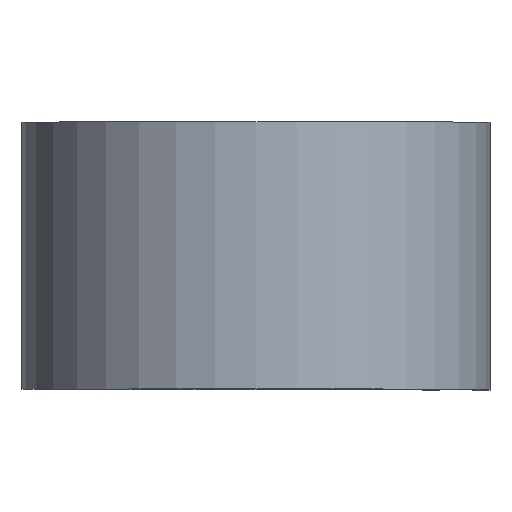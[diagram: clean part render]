
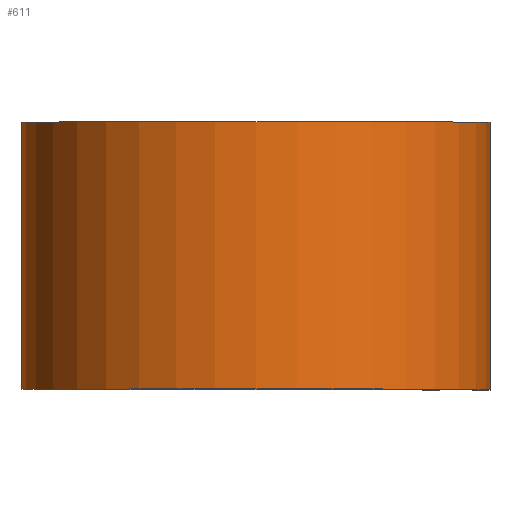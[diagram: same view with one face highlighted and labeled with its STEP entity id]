
A CAD part, top view. The second image highlights one B-rep face of the part: STEP entity #611.
In plain terms, the highlighted cylindrical face has radius 11.125 mm (diameter 22.25 mm), a partial arc.
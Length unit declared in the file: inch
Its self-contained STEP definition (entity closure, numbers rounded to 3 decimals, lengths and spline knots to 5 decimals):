
#9 = DIRECTION ( 'NONE',  ( 0., -1., 0. ) ) ;
#32 = CYLINDRICAL_SURFACE ( 'NONE', #242, 0.438 ) ;
#41 = DIRECTION ( 'NONE',  ( 0., 1., 0. ) ) ;
#84 = CARTESIAN_POINT ( 'NONE',  ( 0., -0.25, 0. ) ) ;
#96 = EDGE_CURVE ( 'NONE', #241, #547, #345, .T. ) ;
#132 = AXIS2_PLACEMENT_3D ( 'NONE', #351, #221, #320 ) ;
#140 = CIRCLE ( 'NONE', #289, 0.438 ) ;
#142 = EDGE_LOOP ( 'NONE', ( #417, #589, #559, #301 ) ) ;
#148 = LINE ( 'NONE', #153, #552 ) ;
#153 = CARTESIAN_POINT ( 'NONE',  ( 0.438, 0.25, 0. ) ) ;
#164 = LINE ( 'NONE', #599, #406 ) ;
#166 = VERTEX_POINT ( 'NONE', #421 ) ;
#175 = CARTESIAN_POINT ( 'NONE',  ( 0.438, 0.25, 0. ) ) ;
#214 = CARTESIAN_POINT ( 'NONE',  ( 0., -0.25, -0.438 ) ) ;
#221 = DIRECTION ( 'NONE',  ( 0., 1., 0. ) ) ;
#241 = VERTEX_POINT ( 'NONE', #294 ) ;
#242 = AXIS2_PLACEMENT_3D ( 'NONE', #388, #333, #337 ) ;
#254 = EDGE_CURVE ( 'NONE', #434, #166, #140, .T. ) ;
#270 = EDGE_CURVE ( 'NONE', #547, #166, #148, .T. ) ;
#289 = AXIS2_PLACEMENT_3D ( 'NONE', #84, #41, #631 ) ;
#294 = CARTESIAN_POINT ( 'NONE',  ( 0., 0.25, -0.438 ) ) ;
#301 = ORIENTED_EDGE ( 'NONE', *, *, #452, .T. ) ;
#320 = DIRECTION ( 'NONE',  ( 1., 0., 0. ) ) ;
#333 = DIRECTION ( 'NONE',  ( 0., -1., 0. ) ) ;
#337 = DIRECTION ( 'NONE',  ( 0., 0., -1. ) ) ;
#345 = CIRCLE ( 'NONE', #132, 0.438 ) ;
#351 = CARTESIAN_POINT ( 'NONE',  ( 0., 0.25, 0. ) ) ;
#365 = DIRECTION ( 'NONE',  ( 0., -1., 0. ) ) ;
#388 = CARTESIAN_POINT ( 'NONE',  ( 0., 0.25, 0. ) ) ;
#406 = VECTOR ( 'NONE', #365, 39.37008 ) ;
#417 = ORIENTED_EDGE ( 'NONE', *, *, #254, .T. ) ;
#421 = CARTESIAN_POINT ( 'NONE',  ( 0.438, -0.25, 0. ) ) ;
#434 = VERTEX_POINT ( 'NONE', #214 ) ;
#452 = EDGE_CURVE ( 'NONE', #241, #434, #164, .T. ) ;
#481 = FACE_OUTER_BOUND ( 'NONE', #142, .T. ) ;
#547 = VERTEX_POINT ( 'NONE', #175 ) ;
#552 = VECTOR ( 'NONE', #9, 39.37008 ) ;
#559 = ORIENTED_EDGE ( 'NONE', *, *, #96, .F. ) ;
#589 = ORIENTED_EDGE ( 'NONE', *, *, #270, .F. ) ;
#599 = CARTESIAN_POINT ( 'NONE',  ( 0., 0.25, -0.438 ) ) ;
#611 = ADVANCED_FACE ( 'NONE', ( #481 ), #32, .T. ) ;
#631 = DIRECTION ( 'NONE',  ( 1., 0., 0. ) ) ;
